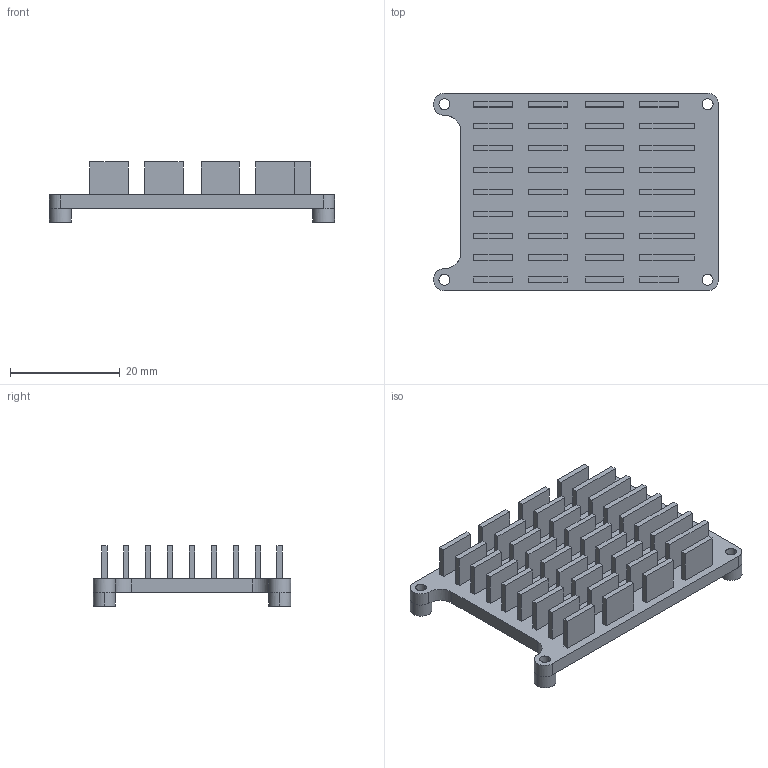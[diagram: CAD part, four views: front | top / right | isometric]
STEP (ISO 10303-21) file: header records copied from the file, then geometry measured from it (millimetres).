
FILE_DESCRIPTION(/* description */ (''),/* implementation_level */ '2;1');
FILE_NAME(/* name */ '散热片3',/* time_stamp */ '2025-09-13T01:22:40+08:00',/* author */ (''),/* organization */ (''),/* preprocessor_version */ 'ST-DEVELOPER v16.5',/* originating_system */ '',/* authorisation */ '');
FILE_SCHEMA (('CONFIG_CONTROL_DESIGN'));
Length unit declared in the file: millimetre
Products named in the file (1): Document
Bounding box: 52 x 36 x 11 mm (x, y, z)
Volume: 6027.6 mm3; surface area: 7841.3 mm2
Topology: 1 solids, 1 shells, 220 faces, 532 edges, 354 vertices
Faces by surface type: plane 190, cylinder 30
Entity records: 5651 total; most frequent: CARTESIAN_POINT 1768, ORIENTED_EDGE 1056, EDGE_CURVE 528, B_SPLINE_CURVE_WITH_KNOTS 447, VERTEX_POINT 346, EDGE_LOOP 264, DIRECTION 226, AXIS2_PLACEMENT_3D 223
